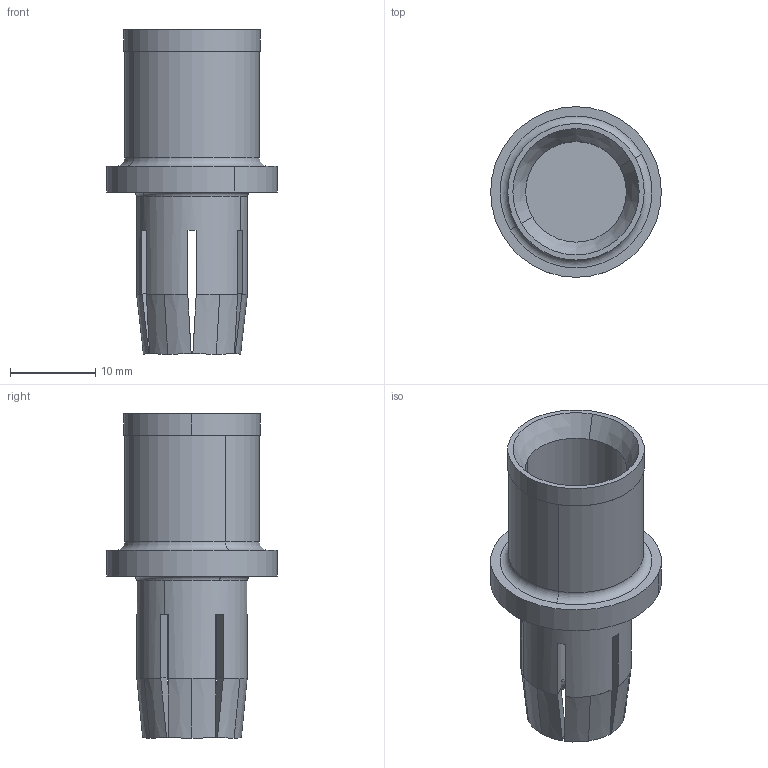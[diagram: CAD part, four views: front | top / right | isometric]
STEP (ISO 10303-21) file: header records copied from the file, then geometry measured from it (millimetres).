
FILE_DESCRIPTION(('CoCreate Modeling STEP Export'),'2;1');
FILE_NAME('CYFA_70.stp','2009-02-03T 8:42:59',(''),(''),'CoCreate Modeling STEP processor for AP214 (Solid Model)','CoCreate Modeling 16.00A 16-Aug-2008 (C) Parametric Technology GmbH','');
FILE_SCHEMA(('AUTOMOTIVE_DESIGN { 1 0 10303 214 1 1 1 1 }'));
Length unit declared in the file: millimetre
Products named in the file (2): CYFA_70
Assembly tree (1 placements, depth 2):
  CYFA_70
    CYFA_70
Bounding box: 20 x 20 x 38 mm (x, y, z)
Volume: 3526.2 mm3; surface area: 3441.9 mm2
Topology: 1 solids, 1 shells, 150 faces, 410 edges, 266 vertices
Faces by surface type: cone 74, plane 36, torus 28, cylinder 12
Entity records: 6432 total; most frequent: CARTESIAN_POINT 3169, ORIENTED_EDGE 820, DIRECTION 446, EDGE_CURVE 410, VERTEX_POINT 266, AXIS2_PLACEMENT_3D 180, EDGE_LOOP 154, FACE_OUTER_BOUND 150
